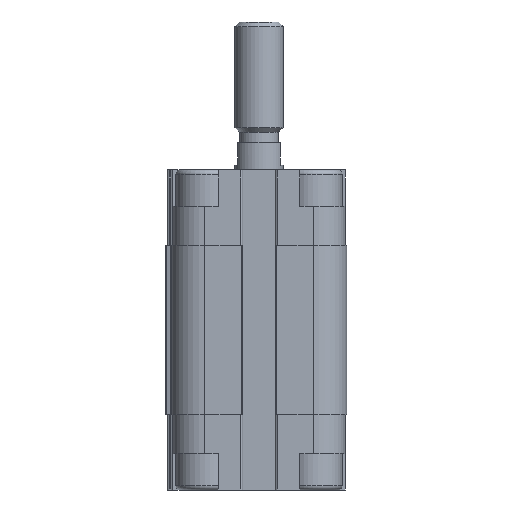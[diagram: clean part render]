
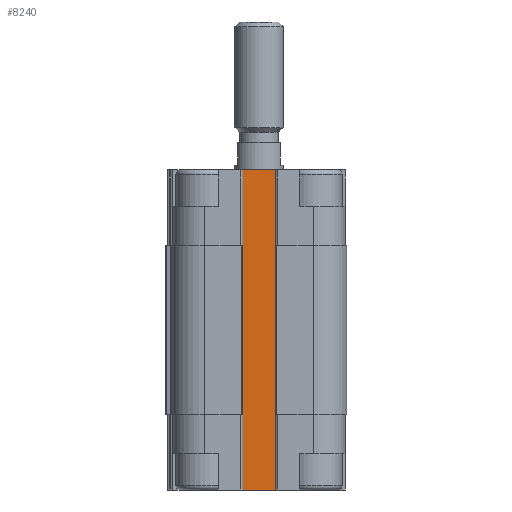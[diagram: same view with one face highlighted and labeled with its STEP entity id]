
A CAD part, left-side view. The second image highlights one B-rep face of the part: STEP entity #8240.
In plain terms, the highlighted face is planar.
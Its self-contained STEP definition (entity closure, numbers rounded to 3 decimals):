
#147=LINE('',#12475,#907);
#181=LINE('',#12622,#941);
#182=LINE('',#12627,#942);
#215=LINE('',#12725,#975);
#216=LINE('',#12727,#976);
#217=LINE('',#12729,#977);
#218=LINE('',#12731,#978);
#219=LINE('',#12733,#979);
#220=LINE('',#12735,#980);
#221=LINE('',#12737,#981);
#222=LINE('',#12739,#982);
#223=LINE('',#12740,#983);
#907=VECTOR('',#9693,1000.);
#941=VECTOR('',#9815,1000.);
#942=VECTOR('',#9820,1000.);
#975=VECTOR('',#9917,1000.);
#976=VECTOR('',#9920,1000.);
#977=VECTOR('',#9921,1000.);
#978=VECTOR('',#9922,1000.);
#979=VECTOR('',#9923,1000.);
#980=VECTOR('',#9924,1000.);
#981=VECTOR('',#9925,1000.);
#982=VECTOR('',#9926,1000.);
#983=VECTOR('',#9927,1000.);
#1602=PLANE('',#8839);
#2648=ORIENTED_EDGE('',*,*,#4873,.F.);
#2649=ORIENTED_EDGE('',*,*,#4998,.F.);
#2650=ORIENTED_EDGE('',*,*,#4948,.F.);
#2651=ORIENTED_EDGE('',*,*,#4999,.F.);
#2652=ORIENTED_EDGE('',*,*,#5000,.T.);
#2653=ORIENTED_EDGE('',*,*,#5001,.F.);
#2654=ORIENTED_EDGE('',*,*,#5002,.T.);
#2655=ORIENTED_EDGE('',*,*,#5003,.T.);
#2656=ORIENTED_EDGE('',*,*,#5004,.T.);
#2657=ORIENTED_EDGE('',*,*,#5005,.T.);
#2658=ORIENTED_EDGE('',*,*,#4950,.F.);
#2659=ORIENTED_EDGE('',*,*,#5006,.T.);
#4873=EDGE_CURVE('',#6068,#6069,#147,.T.);
#4948=EDGE_CURVE('',#6137,#6134,#181,.T.);
#4950=EDGE_CURVE('',#6139,#6140,#182,.T.);
#4998=EDGE_CURVE('',#6134,#6068,#215,.T.);
#4999=EDGE_CURVE('',#6173,#6137,#216,.T.);
#5000=EDGE_CURVE('',#6173,#6174,#217,.T.);
#5001=EDGE_CURVE('',#6175,#6174,#218,.T.);
#5002=EDGE_CURVE('',#6175,#6176,#219,.T.);
#5003=EDGE_CURVE('',#6176,#6177,#220,.T.);
#5004=EDGE_CURVE('',#6177,#6178,#221,.T.);
#5005=EDGE_CURVE('',#6178,#6140,#222,.T.);
#5006=EDGE_CURVE('',#6139,#6069,#223,.T.);
#6068=VERTEX_POINT('',#12474);
#6069=VERTEX_POINT('',#12476);
#6134=VERTEX_POINT('',#12616);
#6137=VERTEX_POINT('',#12621);
#6139=VERTEX_POINT('',#12626);
#6140=VERTEX_POINT('',#12628);
#6173=VERTEX_POINT('',#12728);
#6174=VERTEX_POINT('',#12730);
#6175=VERTEX_POINT('',#12732);
#6176=VERTEX_POINT('',#12734);
#6177=VERTEX_POINT('',#12736);
#6178=VERTEX_POINT('',#12738);
#7041=EDGE_LOOP('',(#2648,#2649,#2650,#2651,#2652,#2653,#2654,#2655,#2656,
#2657,#2658,#2659));
#7635=FACE_BOUND('',#7041,.T.);
#8240=ADVANCED_FACE('',(#7635),#1602,.T.);
#8839=AXIS2_PLACEMENT_3D('',#12726,#9918,#9919);
#9693=DIRECTION('',(0.,1.,0.));
#9815=DIRECTION('',(0.,1.,0.));
#9820=DIRECTION('',(0.,1.,0.));
#9917=DIRECTION('',(0.,0.,1.));
#9918=DIRECTION('',(1.,0.,0.));
#9919=DIRECTION('',(0.,0.,-1.));
#9920=DIRECTION('',(0.,0.,1.));
#9921=DIRECTION('',(0.,1.,0.));
#9922=DIRECTION('',(0.,0.,1.));
#9923=DIRECTION('',(0.,1.,0.));
#9924=DIRECTION('',(0.,0.,1.));
#9925=DIRECTION('',(0.,1.,0.));
#9926=DIRECTION('',(0.,0.,1.));
#9927=DIRECTION('',(0.,0.,1.));
#12474=CARTESIAN_POINT('',(9.5,-3.,0.));
#12475=CARTESIAN_POINT('',(9.5,-3.,0.));
#12476=CARTESIAN_POINT('',(9.5,3.,0.));
#12616=CARTESIAN_POINT('',(9.5,-3.,-12.5));
#12621=CARTESIAN_POINT('',(9.5,-3.2,-12.5));
#12622=CARTESIAN_POINT('',(9.5,-3.2,-12.5));
#12626=CARTESIAN_POINT('',(9.5,3.,-12.5));
#12627=CARTESIAN_POINT('',(9.5,-9.,-12.5));
#12628=CARTESIAN_POINT('',(9.5,3.2,-12.5));
#12725=CARTESIAN_POINT('',(9.5,-3.,-12.5));
#12726=CARTESIAN_POINT('',(9.5,-3.,-12.5));
#12727=CARTESIAN_POINT('',(9.5,-3.2,-40.5));
#12728=CARTESIAN_POINT('',(9.5,-3.2,-40.5));
#12729=CARTESIAN_POINT('',(9.5,-3.2,-40.5));
#12730=CARTESIAN_POINT('',(9.5,-3.,-40.5));
#12731=CARTESIAN_POINT('',(9.5,-3.,-53.));
#12732=CARTESIAN_POINT('',(9.5,-3.,-53.));
#12733=CARTESIAN_POINT('',(9.5,-3.,-53.));
#12734=CARTESIAN_POINT('',(9.5,3.,-53.));
#12735=CARTESIAN_POINT('',(9.5,3.,-53.));
#12736=CARTESIAN_POINT('',(9.5,3.,-40.5));
#12737=CARTESIAN_POINT('',(9.5,-3.2,-40.5));
#12738=CARTESIAN_POINT('',(9.5,3.2,-40.5));
#12739=CARTESIAN_POINT('',(9.5,3.2,-40.5));
#12740=CARTESIAN_POINT('',(9.5,3.,-12.5));
